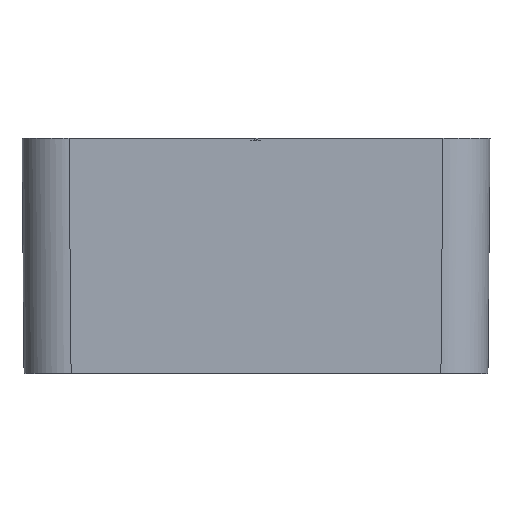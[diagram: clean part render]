
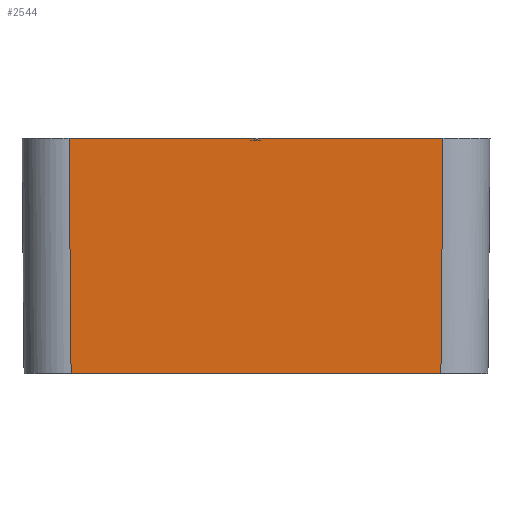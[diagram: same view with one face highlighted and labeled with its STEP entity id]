
A CAD part, top view. The second image highlights one B-rep face of the part: STEP entity #2544.
In plain terms, the highlighted planar face has unit normal (0, -0.009, 1).
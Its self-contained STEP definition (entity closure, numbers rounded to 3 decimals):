
#166=DIRECTION('',(-1.,0.,0.));
#167=VECTOR('',#166,7.5);
#168=CARTESIAN_POINT('',(7.95,0.,9.95));
#169=LINE('',#168,#167);
#175=DIRECTION('',(-1.,0.,0.));
#176=VECTOR('',#175,7.5);
#177=CARTESIAN_POINT('',(-0.45,0.,9.95));
#178=LINE('',#177,#176);
#265=DIRECTION('',(-1.,0.,0.));
#266=VECTOR('',#265,15.726);
#267=CARTESIAN_POINT('',(7.863,-10.,9.863));
#268=LINE('',#267,#266);
#277=CARTESIAN_POINT('',(7.863,-10.,9.863));
#950=CARTESIAN_POINT('',(-0.45,0.,9.95));
#951=CARTESIAN_POINT('',(-0.408,0.,9.95));
#952=CARTESIAN_POINT('',(-0.323,-0.007,
9.95));
#953=CARTESIAN_POINT('',(-0.188,-0.031,
9.95));
#954=CARTESIAN_POINT('',(-0.062,-0.048,
9.95));
#955=CARTESIAN_POINT('',(0.065,-0.048,
9.95));
#956=CARTESIAN_POINT('',(0.191,-0.03,
9.95));
#957=CARTESIAN_POINT('',(0.325,-0.007,
9.95));
#958=CARTESIAN_POINT('',(0.409,0.,9.95));
#959=CARTESIAN_POINT('',(0.45,0.,9.95));
#961=DIRECTION('',(0.009,1.,0.009));
#962=VECTOR('',#961,10.001);
#963=CARTESIAN_POINT('',(7.863,-10.,9.863));
#964=LINE('',#963,#962);
#965=DIRECTION('',(-0.009,1.,0.009));
#966=VECTOR('',#965,10.001);
#967=CARTESIAN_POINT('',(-7.863,-10.,9.863));
#968=LINE('',#967,#966);
#1279=CARTESIAN_POINT('',(-7.863,-10.,9.863));
#1280=CARTESIAN_POINT('',(-7.95,0.,9.95));
#1281=VERTEX_POINT('',#1279);
#1282=VERTEX_POINT('',#1280);
#1290=VERTEX_POINT('',#277);
#1291=CARTESIAN_POINT('',(7.95,0.,9.95));
#1292=VERTEX_POINT('',#1291);
#1410=CARTESIAN_POINT('',(0.45,0.,9.95));
#1412=VERTEX_POINT('',#1410);
#1415=VERTEX_POINT('',#950);
#2529=CARTESIAN_POINT('',(11.312,0.,9.95));
#2530=DIRECTION('',(0.,-0.009,1.));
#2531=DIRECTION('',(1.,0.,0.));
#2532=AXIS2_PLACEMENT_3D('',#2529,#2530,#2531);
#2533=PLANE('',#2532);
#2535=ORIENTED_EDGE('',*,*,#2534,.T.);
#2536=ORIENTED_EDGE('',*,*,#1546,.F.);
#2538=ORIENTED_EDGE('',*,*,#2537,.F.);
#2539=ORIENTED_EDGE('',*,*,#1672,.T.);
#2540=ORIENTED_EDGE('',*,*,#2521,.T.);
#2541=ORIENTED_EDGE('',*,*,#1552,.F.);
#2542=EDGE_LOOP('',(#2535,#2536,#2538,#2539,#2540,#2541));
#2543=FACE_OUTER_BOUND('',#2542,.F.);
#960=B_SPLINE_CURVE_WITH_KNOTS('',3,(#950,#951,#952,#953,#954,#955,#956,#957,
#958,#959),.UNSPECIFIED.,.F.,.F.,(4,1,1,1,1,1,1,4),(0.,0.143,
0.286,0.429,0.571,0.714,
0.857,1.),.UNSPECIFIED.);
#1546=EDGE_CURVE('',#1292,#1412,#169,.T.);
#1552=EDGE_CURVE('',#1415,#1282,#178,.T.);
#1672=EDGE_CURVE('',#1290,#1281,#268,.T.);
#2521=EDGE_CURVE('',#1281,#1282,#968,.T.);
#2534=EDGE_CURVE('',#1415,#1412,#960,.T.);
#2537=EDGE_CURVE('',#1290,#1292,#964,.T.);
#2544=ADVANCED_FACE('',(#2543),#2533,.T.);
